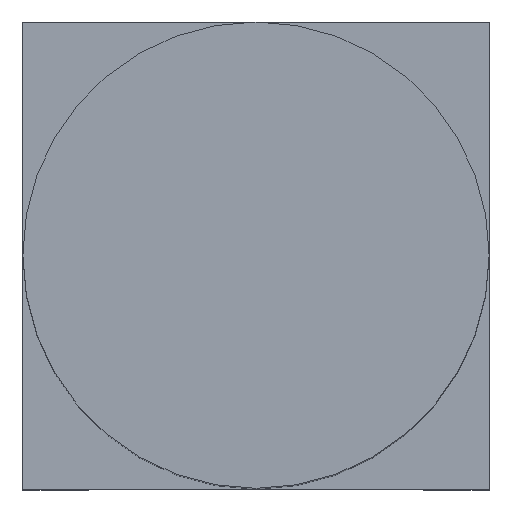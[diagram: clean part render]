
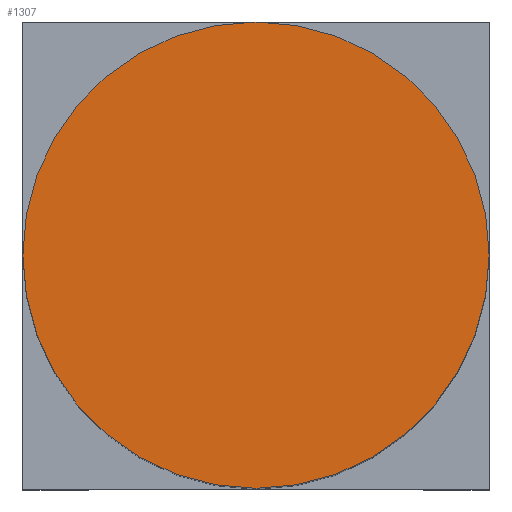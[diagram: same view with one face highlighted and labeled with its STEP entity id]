
A CAD part, top view. The second image highlights one B-rep face of the part: STEP entity #1307.
In plain terms, the highlighted planar face has unit normal (0, 0, 1).
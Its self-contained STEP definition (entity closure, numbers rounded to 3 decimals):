
#99 = CYLINDRICAL_SURFACE('',#100,3.2);
#100 = AXIS2_PLACEMENT_3D('',#101,#102,#103);
#101 = CARTESIAN_POINT('',(0.,0.,1.8));
#102 = DIRECTION('',(-0.,-0.,-1.));
#103 = DIRECTION('',(1.,0.,0.));
#360 = VERTEX_POINT('',#361);
#361 = CARTESIAN_POINT('',(3.2,0.,9.3));
#382 = EDGE_CURVE('',#360,#360,#383,.T.);
#383 = SURFACE_CURVE('',#384,(#389,#396),.PCURVE_S1.);
#384 = CIRCLE('',#385,3.2);
#385 = AXIS2_PLACEMENT_3D('',#386,#387,#388);
#386 = CARTESIAN_POINT('',(0.,0.,9.3));
#387 = DIRECTION('',(0.,0.,1.));
#388 = DIRECTION('',(1.,0.,0.));
#389 = PCURVE('',#99,#390);
#390 = DEFINITIONAL_REPRESENTATION('',(#391),#395);
#391 = LINE('',#392,#393);
#392 = CARTESIAN_POINT('',(-0.,-7.5));
#393 = VECTOR('',#394,1.);
#394 = DIRECTION('',(-1.,0.));
#395 = ( GEOMETRIC_REPRESENTATION_CONTEXT(2) 
PARAMETRIC_REPRESENTATION_CONTEXT() REPRESENTATION_CONTEXT('2D SPACE',''
  ) );
#396 = PCURVE('',#397,#402);
#397 = PLANE('',#398);
#398 = AXIS2_PLACEMENT_3D('',#399,#400,#401);
#399 = CARTESIAN_POINT('',(0.,0.,9.3));
#400 = DIRECTION('',(0.,0.,1.));
#401 = DIRECTION('',(0.,1.,0.));
#402 = DEFINITIONAL_REPRESENTATION('',(#403),#407);
#403 = CIRCLE('',#404,3.2);
#404 = AXIS2_PLACEMENT_2D('',#405,#406);
#405 = CARTESIAN_POINT('',(0.,0.));
#406 = DIRECTION('',(0.,-1.));
#407 = ( GEOMETRIC_REPRESENTATION_CONTEXT(2) 
PARAMETRIC_REPRESENTATION_CONTEXT() REPRESENTATION_CONTEXT('2D SPACE',''
  ) );
#1307 = ADVANCED_FACE('',(#1308),#397,.T.);
#1308 = FACE_BOUND('',#1309,.T.);
#1309 = EDGE_LOOP('',(#1310));
#1310 = ORIENTED_EDGE('',*,*,#382,.T.);
